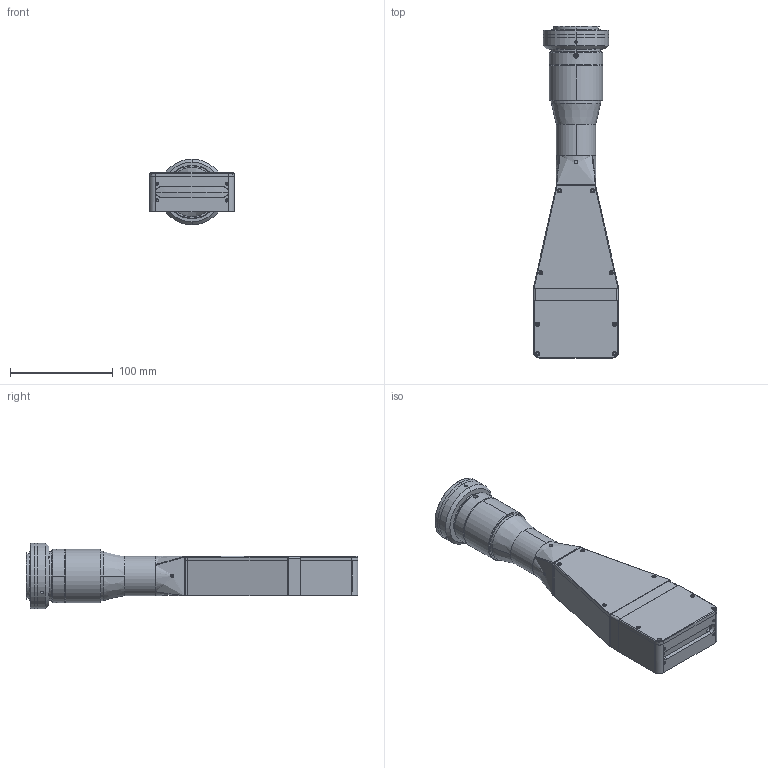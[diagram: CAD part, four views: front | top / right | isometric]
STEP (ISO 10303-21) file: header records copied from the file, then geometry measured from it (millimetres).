
FILE_DESCRIPTION (( 'STEP AP214' ), '1' );
FILE_NAME ('DW71524.STEP', '2014-05-21T07:49:24', ( 'piermario' ), ( '' ), 'SwSTEP 2.0', 'SolidWorks 2013', '' );
FILE_SCHEMA (( 'AUTOMOTIVE_DESIGN' ));
Length unit declared in the file: millimetre
Products named in the file (1): DW71524
Bounding box: 83 x 323.51 x 64 mm (x, y, z)
Surface area: 87158.8 mm2 (no closed solid volume)
Topology: 0 solids, 31 shells, 305 faces, 953 edges, 664 vertices
Faces by surface type: plane 128, cylinder 119, cone 34, torus 12, bspline 10, sphere 2
Entity records: 17639 total; most frequent: CARTESIAN_POINT 5853, DIRECTION 1803, ORIENTED_EDGE 1502, EDGE_CURVE 953, VERTEX_POINT 664, AXIS2_PLACEMENT_3D 630, VECTOR 543, LINE 543
